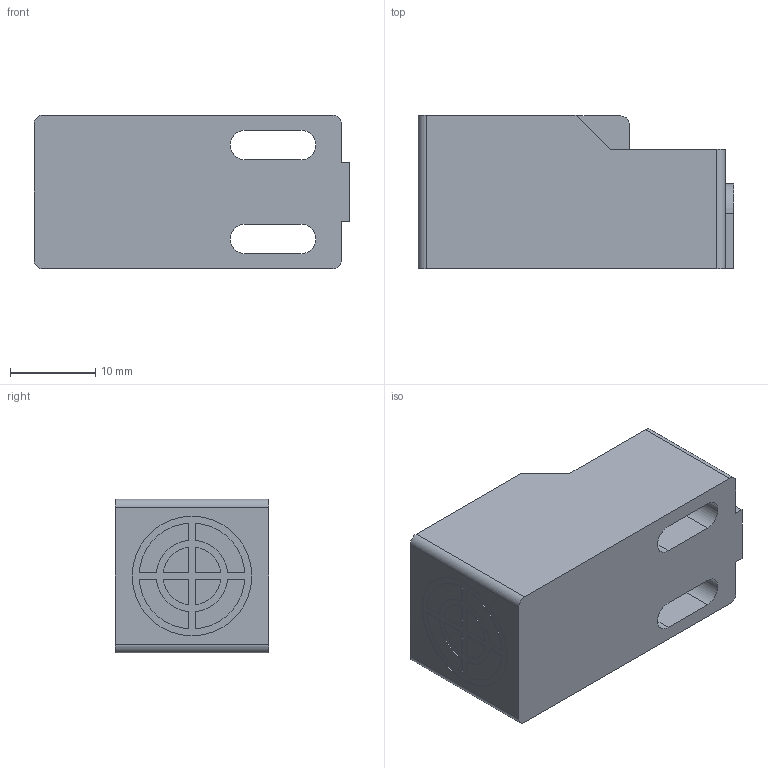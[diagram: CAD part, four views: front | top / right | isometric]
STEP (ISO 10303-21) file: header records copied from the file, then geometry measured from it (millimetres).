
FILE_DESCRIPTION (( 'STEP AP203' ), '1' );
FILE_NAME ('SN04-N.STEP', '2015-01-12T18:13:23', ( '' ), ( '' ), 'SwSTEP 2.0', 'SolidWorks 2014', '' );
FILE_SCHEMA (( 'CONFIG_CONTROL_DESIGN' ));
Length unit declared in the file: millimetre
Products named in the file (1): SN04-N
Bounding box: 37 x 18 x 18 mm (x, y, z)
Volume: 9766.6 mm3; surface area: 3675.7 mm2
Topology: 1 solids, 1 shells, 70 faces, 177 edges, 118 vertices
Faces by surface type: plane 44, cylinder 26
Entity records: 2198 total; most frequent: DIRECTION 371, CARTESIAN_POINT 366, ORIENTED_EDGE 354, EDGE_CURVE 177, VECTOR 125, LINE 125, AXIS2_PLACEMENT_3D 123, VERTEX_POINT 118
